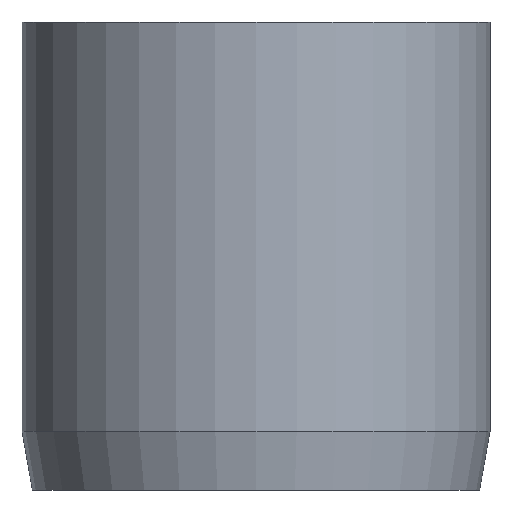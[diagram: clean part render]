
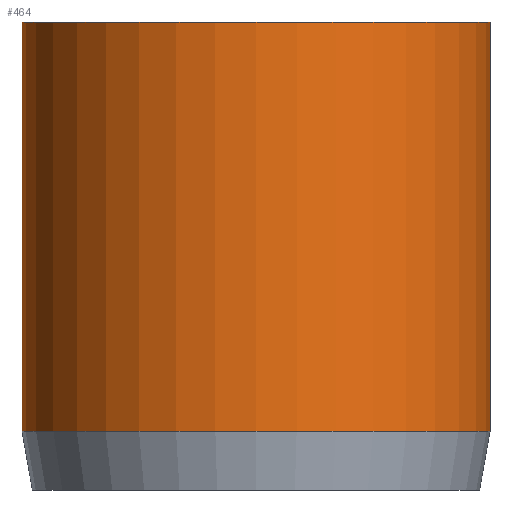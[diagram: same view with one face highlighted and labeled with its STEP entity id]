
A CAD part, front view. The second image highlights one B-rep face of the part: STEP entity #464.
In plain terms, the highlighted cylindrical face has radius 6 mm (diameter 12 mm), a partial arc.
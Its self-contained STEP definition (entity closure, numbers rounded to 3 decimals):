
#29 = CARTESIAN_POINT ( 'NONE',  ( 0., 0., 12. ) ) ;
#35 = ORIENTED_EDGE ( 'NONE', *, *, #267, .F. ) ;
#45 = DIRECTION ( 'NONE',  ( -1., 0., 0. ) ) ;
#73 = CARTESIAN_POINT ( 'NONE',  ( 0., 0., 1.5 ) ) ;
#96 = CIRCLE ( 'NONE', #369, 6. ) ;
#117 = CARTESIAN_POINT ( 'NONE',  ( -6., 0., 1.5 ) ) ;
#124 = AXIS2_PLACEMENT_3D ( 'NONE', #73, #1146, #1136 ) ;
#127 = DIRECTION ( 'NONE',  ( 0., 0., -1. ) ) ;
#254 = EDGE_CURVE ( 'NONE', #278, #994, #292, .T. ) ;
#267 = EDGE_CURVE ( 'NONE', #278, #1024, #96, .T. ) ;
#278 = VERTEX_POINT ( 'NONE', #1031 ) ;
#292 = LINE ( 'NONE', #887, #537 ) ;
#350 = CARTESIAN_POINT ( 'NONE',  ( 6., 0., 1.5 ) ) ;
#360 = AXIS2_PLACEMENT_3D ( 'NONE', #29, #127, #45 ) ;
#369 = AXIS2_PLACEMENT_3D ( 'NONE', #806, #863, #881 ) ;
#392 = CARTESIAN_POINT ( 'NONE',  ( 6., 0., 12. ) ) ;
#395 = DIRECTION ( 'NONE',  ( 0., 0., -1. ) ) ;
#464 = ADVANCED_FACE ( 'NONE', ( #1061 ), #580, .T. ) ;
#514 = EDGE_CURVE ( 'NONE', #994, #761, #1084, .T. ) ;
#537 = VECTOR ( 'NONE', #714, 1000. ) ;
#551 = ORIENTED_EDGE ( 'NONE', *, *, #514, .T. ) ;
#578 = LINE ( 'NONE', #1026, #830 ) ;
#580 = CYLINDRICAL_SURFACE ( 'NONE', #360, 6. ) ;
#714 = DIRECTION ( 'NONE',  ( 0., 0., -1. ) ) ;
#725 = ORIENTED_EDGE ( 'NONE', *, *, #1102, .F. ) ;
#761 = VERTEX_POINT ( 'NONE', #350 ) ;
#771 = ORIENTED_EDGE ( 'NONE', *, *, #254, .T. ) ;
#806 = CARTESIAN_POINT ( 'NONE',  ( 0., 0., 12. ) ) ;
#830 = VECTOR ( 'NONE', #395, 1000. ) ;
#863 = DIRECTION ( 'NONE',  ( 0., 0., 1. ) ) ;
#881 = DIRECTION ( 'NONE',  ( 1., 0., 0. ) ) ;
#887 = CARTESIAN_POINT ( 'NONE',  ( -6., 0., 12. ) ) ;
#941 = EDGE_LOOP ( 'NONE', ( #725, #35, #771, #551 ) ) ;
#994 = VERTEX_POINT ( 'NONE', #117 ) ;
#1024 = VERTEX_POINT ( 'NONE', #392 ) ;
#1026 = CARTESIAN_POINT ( 'NONE',  ( 6., 0., 12. ) ) ;
#1031 = CARTESIAN_POINT ( 'NONE',  ( -6., 0., 12. ) ) ;
#1061 = FACE_OUTER_BOUND ( 'NONE', #941, .T. ) ;
#1084 = CIRCLE ( 'NONE', #124, 6. ) ;
#1102 = EDGE_CURVE ( 'NONE', #1024, #761, #578, .T. ) ;
#1136 = DIRECTION ( 'NONE',  ( 1., 0., 0. ) ) ;
#1146 = DIRECTION ( 'NONE',  ( 0., 0., 1. ) ) ;
